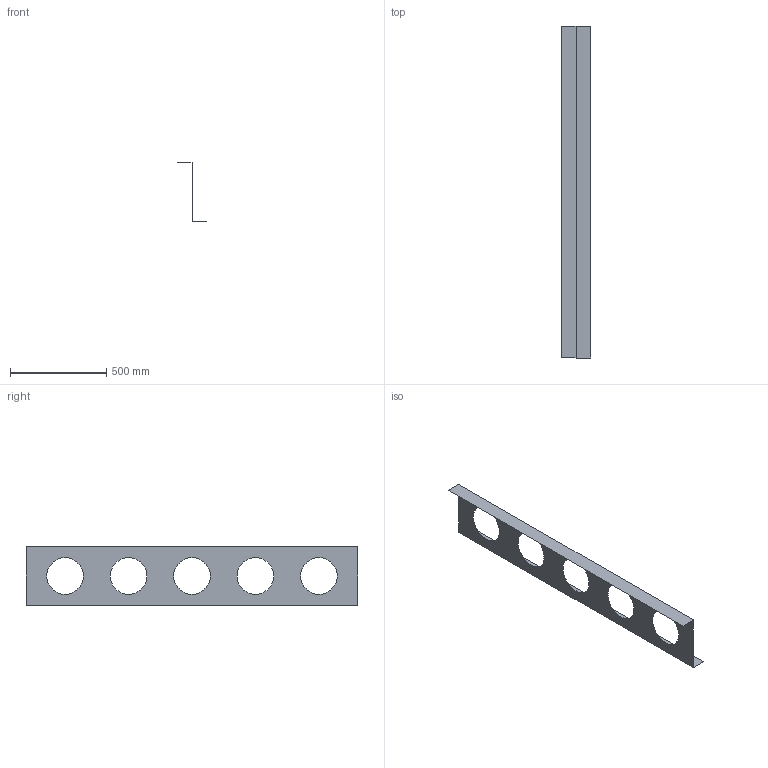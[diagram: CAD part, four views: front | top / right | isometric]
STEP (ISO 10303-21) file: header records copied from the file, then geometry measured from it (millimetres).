
FILE_DESCRIPTION (( 'STEP AP203' ), '1' );
FILE_NAME ('Zbeam.STEP', '2013-02-28T16:54:09', ( '' ), ( '' ), 'SwSTEP 2.0', 'SolidWorks 2011', '' );
FILE_SCHEMA (( 'CONFIG_CONTROL_DESIGN' ));
Length unit declared in the file: inch
Products named in the file (1): Zbeam
Bounding box: 152.4 x 1727.2 x 304.8 mm (x, y, z)
Surface area: 647164.4 mm2 (no closed solid volume)
Topology: 0 solids, 1 shells, 3 faces, 20 edges, 18 vertices
Faces by surface type: plane 3
Entity records: 289 total; most frequent: CARTESIAN_POINT 42, DIRECTION 38, ORIENTED_EDGE 22, EDGE_CURVE 20, VERTEX_POINT 18, AXIS2_PLACEMENT_3D 14, CIRCLE 10, VECTOR 10
